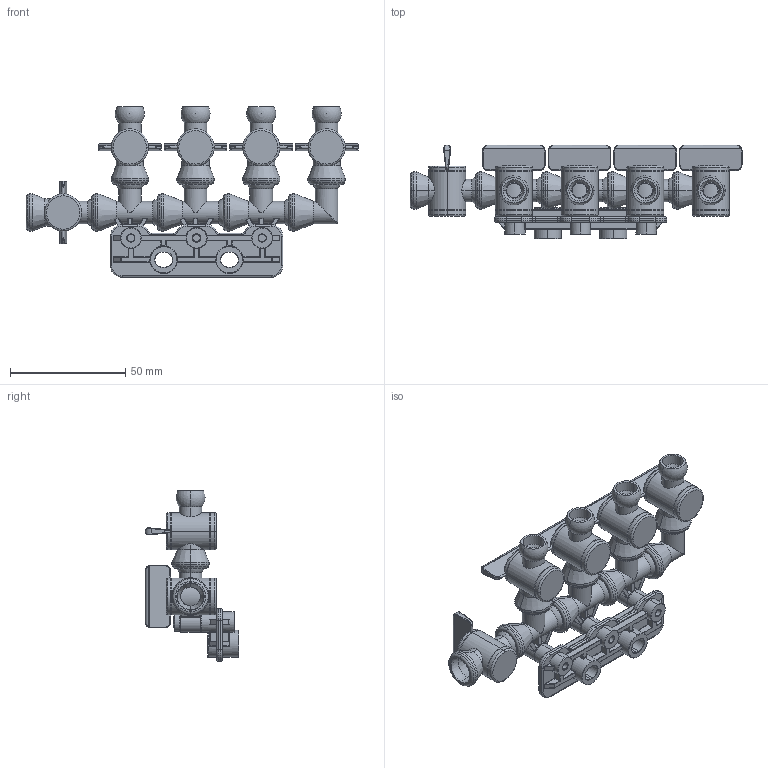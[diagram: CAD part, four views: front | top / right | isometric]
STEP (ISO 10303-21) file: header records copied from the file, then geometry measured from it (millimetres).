
FILE_DESCRIPTION (( 'STEP AP203' ), '1' );
FILE_NAME ('1-4 Total Flow Control Manifold.STEP', '2005-02-04T19:21:45', ( 'mark lockwood' ), ( 'lockwood products inc.' ), 'SwSTEP 2.0', 'SolidWorks 2004146', '' );
FILE_SCHEMA (( 'CONFIG_CONTROL_DESIGN' ));
Products named in the file (1): 1-4 Total Flow Control Manifold
Bounding box: 143.74 x 40.54 x 73.9 mm (x, y, z)
Volume: 49274.4 mm3; surface area: 41420.6 mm2
Topology: 13 solids, 13 shells, 1791 faces, 4255 edges, 2324 vertices
Faces by surface type: cylinder 703, plane 306, bspline 278, torus 256, sphere 164, cone 84
Entity records: 116565 total; most frequent: CARTESIAN_POINT 78403, DIRECTION 8152, ORIENTED_EDGE 7952, EDGE_CURVE 3976, AXIS2_PLACEMENT_3D 3461, VERTEX_POINT 2261, CIRCLE 1947, EDGE_LOOP 1871
